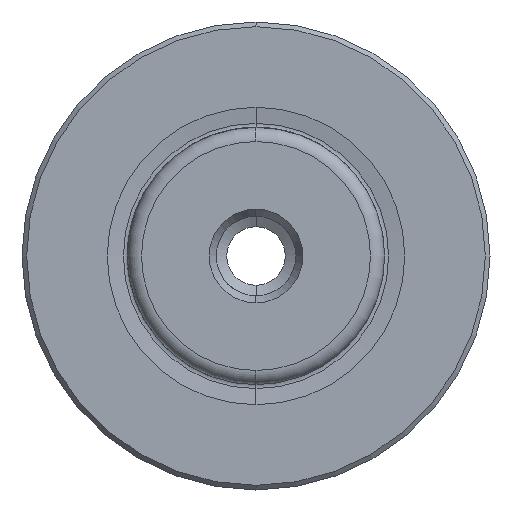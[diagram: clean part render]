
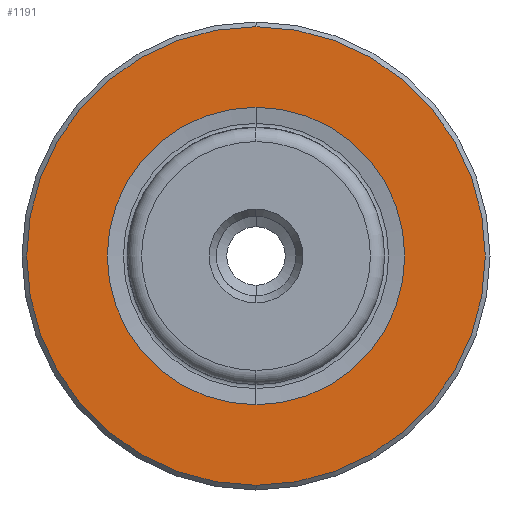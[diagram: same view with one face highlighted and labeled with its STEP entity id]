
A CAD part, left-side view. The second image highlights one B-rep face of the part: STEP entity #1191.
In plain terms, the highlighted planar face has unit normal (-1, 0, 0).
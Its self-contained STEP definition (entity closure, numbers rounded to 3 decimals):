
#67 = PLANE ( 'NONE',  #433 ) ;
#85 = EDGE_LOOP ( 'NONE', ( #620, #762 ) ) ;
#144 = VERTEX_POINT ( 'NONE', #440 ) ;
#229 = EDGE_CURVE ( 'NONE', #144, #1794, #2026, .T. ) ;
#427 = EDGE_CURVE ( 'NONE', #870, #3066, #1911, .T. ) ;
#433 = AXIS2_PLACEMENT_3D ( 'NONE', #2183, #2093, #1953 ) ;
#440 = CARTESIAN_POINT ( 'NONE',  ( 0., 0., -19.6 ) ) ;
#556 = AXIS2_PLACEMENT_3D ( 'NONE', #2441, #2450, #2463 ) ;
#558 = CARTESIAN_POINT ( 'NONE',  ( 0., 0., 0. ) ) ;
#620 = ORIENTED_EDGE ( 'NONE', *, *, #229, .T. ) ;
#636 = ORIENTED_EDGE ( 'NONE', *, *, #427, .F. ) ;
#640 = DIRECTION ( 'NONE',  ( -1., 0., 0. ) ) ;
#727 = CIRCLE ( 'NONE', #1421, 12.715 ) ;
#762 = ORIENTED_EDGE ( 'NONE', *, *, #2720, .T. ) ;
#837 = CARTESIAN_POINT ( 'NONE',  ( 0., 0., -12.715 ) ) ;
#870 = VERTEX_POINT ( 'NONE', #2426 ) ;
#871 = AXIS2_PLACEMENT_3D ( 'NONE', #1225, #1254, #1274 ) ;
#993 = FACE_OUTER_BOUND ( 'NONE', #85, .T. ) ;
#998 = FACE_BOUND ( 'NONE', #1664, .T. ) ;
#1191 = ADVANCED_FACE ( 'NONE', ( #998, #993 ), #67, .F. ) ;
#1225 = CARTESIAN_POINT ( 'NONE',  ( 0., 0., 0. ) ) ;
#1230 = CIRCLE ( 'NONE', #2509, 19.6 ) ;
#1239 = EDGE_CURVE ( 'NONE', #3066, #870, #727, .T. ) ;
#1254 = DIRECTION ( 'NONE',  ( -1., 0., 0. ) ) ;
#1274 = DIRECTION ( 'NONE',  ( 0., 0., 1. ) ) ;
#1319 = DIRECTION ( 'NONE',  ( 0., 0., 1. ) ) ;
#1421 = AXIS2_PLACEMENT_3D ( 'NONE', #3053, #3044, #3035 ) ;
#1664 = EDGE_LOOP ( 'NONE', ( #636, #2698 ) ) ;
#1794 = VERTEX_POINT ( 'NONE', #2425 ) ;
#1911 = CIRCLE ( 'NONE', #556, 12.715 ) ;
#1953 = DIRECTION ( 'NONE',  ( 0., 0., -1. ) ) ;
#2026 = CIRCLE ( 'NONE', #871, 19.6 ) ;
#2093 = DIRECTION ( 'NONE',  ( 1., 0., 0. ) ) ;
#2183 = CARTESIAN_POINT ( 'NONE',  ( 0., 12.715, 0. ) ) ;
#2425 = CARTESIAN_POINT ( 'NONE',  ( 0., 0., 19.6 ) ) ;
#2426 = CARTESIAN_POINT ( 'NONE',  ( 0., 0., 12.715 ) ) ;
#2441 = CARTESIAN_POINT ( 'NONE',  ( 0., 0., 0. ) ) ;
#2450 = DIRECTION ( 'NONE',  ( -1., 0., 0. ) ) ;
#2463 = DIRECTION ( 'NONE',  ( 0., 0., 1. ) ) ;
#2509 = AXIS2_PLACEMENT_3D ( 'NONE', #558, #640, #1319 ) ;
#2698 = ORIENTED_EDGE ( 'NONE', *, *, #1239, .F. ) ;
#2720 = EDGE_CURVE ( 'NONE', #1794, #144, #1230, .T. ) ;
#3035 = DIRECTION ( 'NONE',  ( 0., 0., 1. ) ) ;
#3044 = DIRECTION ( 'NONE',  ( -1., 0., 0. ) ) ;
#3053 = CARTESIAN_POINT ( 'NONE',  ( 0., 0., 0. ) ) ;
#3066 = VERTEX_POINT ( 'NONE', #837 ) ;
